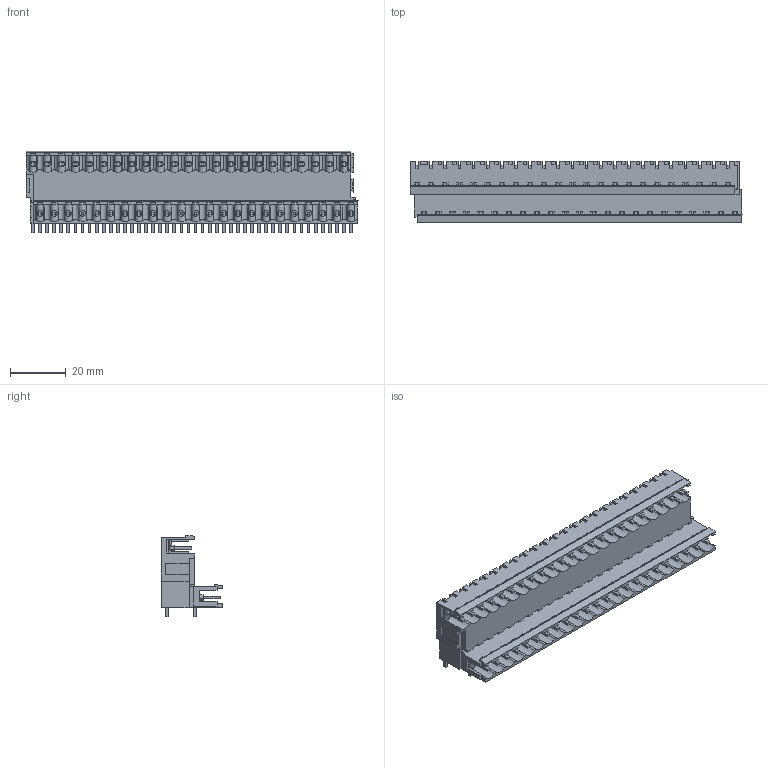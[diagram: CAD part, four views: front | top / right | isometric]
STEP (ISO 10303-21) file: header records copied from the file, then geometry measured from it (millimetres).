
FILE_DESCRIPTION(('CATIA V5R22 STEP214','CAx-IF Rec.Pracs.--- Model Styling and Organization---1.4--- 2014-01-23'),'2;1');
FILE_NAME ('D1454948_1_1725380000_1725380000.stp','2023-03-17T12:52:16+00:00',('none'),('Weidmueller'),'CATIA Version 5-6 Release 2016 SP3 HF44','CATIA V5 STEP AP214','none');
FILE_SCHEMA(('AUTOMOTIVE_DESIGN { 1 0 10303 214 1 1 1 1 }'));
Products named in the file (1): 1725380000
Bounding box: 119.38 x 22.16 x 29.41 mm (x, y, z)
Volume: 27314.6 mm3; surface area: 31038.2 mm2
Topology: 47 solids, 47 shells, 1727 faces, 5582 edges, 3812 vertices
Faces by surface type: plane 1401, cylinder 326
Entity records: 60922 total; most frequent: CARTESIAN_POINT 15392, ORIENTED_EDGE 11164, DIRECTION 6925, EDGE_CURVE 5582, VECTOR 4554, LINE 4554, VERTEX_POINT 3812, EDGE_LOOP 1820
